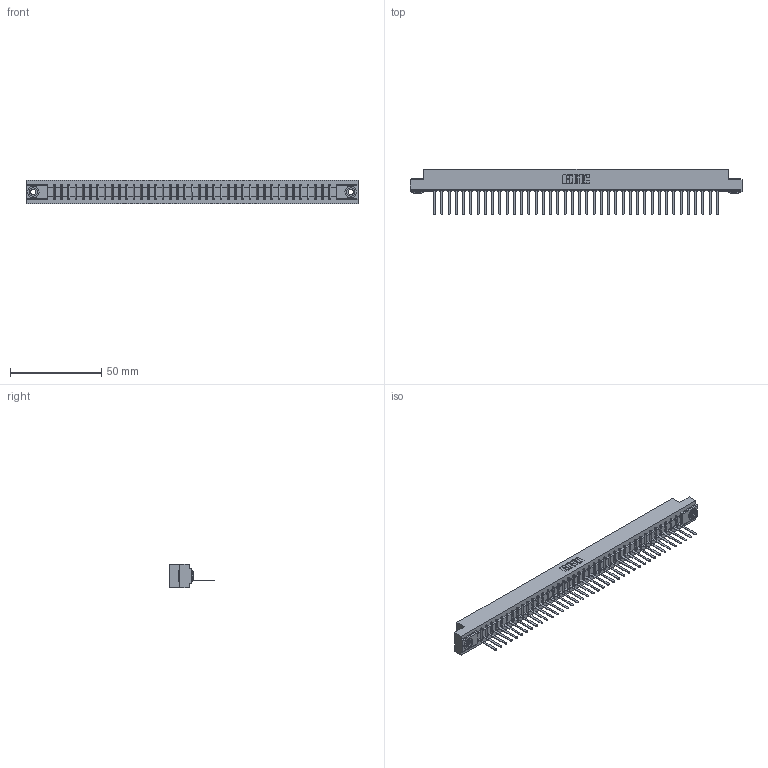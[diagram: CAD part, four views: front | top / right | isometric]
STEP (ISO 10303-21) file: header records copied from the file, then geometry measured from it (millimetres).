
FILE_DESCRIPTION (( 'STEP AP203' ), '1' );
FILE_NAME ('307-040-541-103.STEP', '2019-09-05T10:24:45', ( '' ), ( '' ), 'SwSTEP 2.0', 'SolidWorks 2016', '' );
FILE_SCHEMA (( 'CONFIG_CONTROL_DESIGN' ));
Length unit declared in the file: inch
Products named in the file (4): 345-250-002_345-250-002-102; 307-290-002_541; 307-040-541-103; 307 Part_.156 Dia Mounting Holes
Assembly tree (43 placements, depth 2):
  307-040-541-103
    307 Part_.156 Dia Mounting Holes
    307-290-002_541  x40
    345-250-002_345-250-002-102  x2
Bounding box: 181.51 x 24.59 x 12.7 mm (x, y, z)
Volume: 19523 mm3; surface area: 25479.2 mm2
Topology: 43 solids, 43 shells, 3171 faces, 9715 edges, 6362 vertices
Faces by surface type: plane 1894, cylinder 1187, sphere 82, cone 8
Entity records: 36321 total; most frequent: CARTESIAN_POINT 6105, ORIENTED_EDGE 6086, DIRECTION 5947, EDGE_CURVE 3043, VECTOR 2323, LINE 2323, VERTEX_POINT 1970, AXIS2_PLACEMENT_3D 1812
